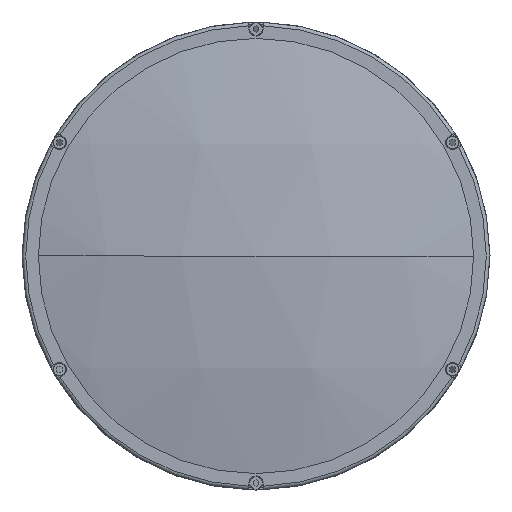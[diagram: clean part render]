
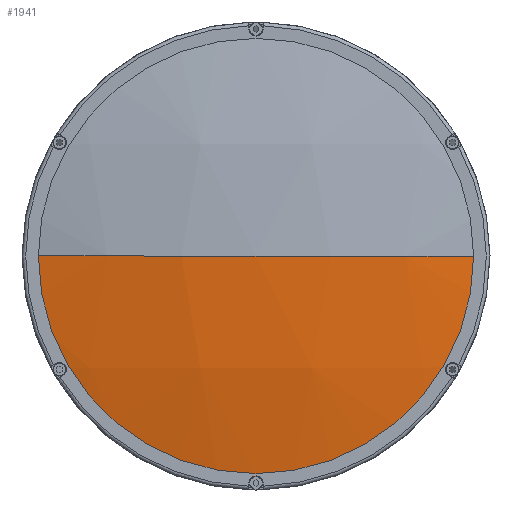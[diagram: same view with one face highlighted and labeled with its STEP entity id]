
A CAD part, left-side view. The second image highlights one B-rep face of the part: STEP entity #1941.
In plain terms, the highlighted spherical face has radius 434.72 mm.
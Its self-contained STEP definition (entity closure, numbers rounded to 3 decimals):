
#54 = EDGE_CURVE ( 'NONE', #372, #4857, #5853, .T. ) ;
#372 = VERTEX_POINT ( 'NONE', #571 ) ;
#406 = AXIS2_PLACEMENT_3D ( 'NONE', #2636, #1492, #5624 ) ;
#571 = CARTESIAN_POINT ( 'NONE',  ( -411.593, 95., 0. ) ) ;
#1183 = AXIS2_PLACEMENT_3D ( 'NONE', #1615, #6862, #3923 ) ;
#1372 = ORIENTED_EDGE ( 'NONE', *, *, #1406, .F. ) ;
#1379 = SPHERICAL_SURFACE ( 'NONE', #406, 434.72 ) ;
#1406 = EDGE_CURVE ( 'NONE', #372, #6237, #6289, .T. ) ;
#1492 = DIRECTION ( 'NONE',  ( 0., 0., -1. ) ) ;
#1615 = CARTESIAN_POINT ( 'NONE',  ( 12.62, 0., 0. ) ) ;
#1941 = ADVANCED_FACE ( 'NONE', ( #2925 ), #1379, .T. ) ;
#2384 = DIRECTION ( 'NONE',  ( 0., 0., 1. ) ) ;
#2636 = CARTESIAN_POINT ( 'NONE',  ( 12.62, 0., 0. ) ) ;
#2682 = AXIS2_PLACEMENT_3D ( 'NONE', #3507, #3027, #2384 ) ;
#2925 = FACE_OUTER_BOUND ( 'NONE', #5615, .T. ) ;
#3027 = DIRECTION ( 'NONE',  ( -1., 0., 0. ) ) ;
#3130 = CIRCLE ( 'NONE', #1183, 434.72 ) ;
#3349 = DIRECTION ( 'NONE',  ( 0., 0., 1. ) ) ;
#3396 = CARTESIAN_POINT ( 'NONE',  ( 12.62, 0., 0. ) ) ;
#3507 = CARTESIAN_POINT ( 'NONE',  ( -411.593, 0., 0. ) ) ;
#3923 = DIRECTION ( 'NONE',  ( 0., 1., 0. ) ) ;
#3943 = AXIS2_PLACEMENT_3D ( 'NONE', #3396, #3349, #4535 ) ;
#4178 = ORIENTED_EDGE ( 'NONE', *, *, #54, .T. ) ;
#4535 = DIRECTION ( 'NONE',  ( 0., -1., 0. ) ) ;
#4857 = VERTEX_POINT ( 'NONE', #7275 ) ;
#5615 = EDGE_LOOP ( 'NONE', ( #4178, #7185, #1372 ) ) ;
#5624 = DIRECTION ( 'NONE',  ( 0., 1., 0. ) ) ;
#5853 = CIRCLE ( 'NONE', #2682, 95. ) ;
#6237 = VERTEX_POINT ( 'NONE', #6639 ) ;
#6289 = CIRCLE ( 'NONE', #3943, 434.72 ) ;
#6639 = CARTESIAN_POINT ( 'NONE',  ( -422.1, 0., 0. ) ) ;
#6862 = DIRECTION ( 'NONE',  ( 0., 0., -1. ) ) ;
#6875 = EDGE_CURVE ( 'NONE', #4857, #6237, #3130, .T. ) ;
#7185 = ORIENTED_EDGE ( 'NONE', *, *, #6875, .T. ) ;
#7275 = CARTESIAN_POINT ( 'NONE',  ( -411.593, -95., 0. ) ) ;
